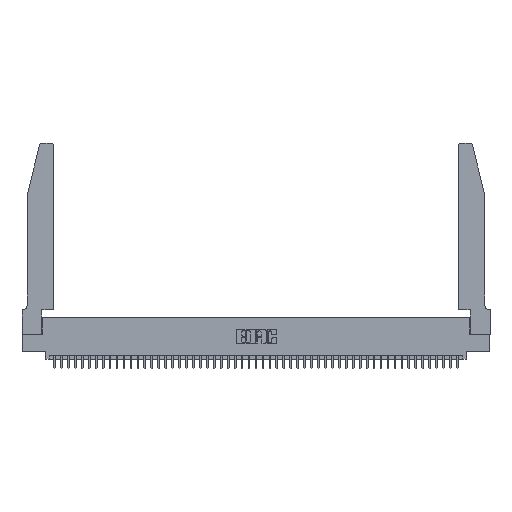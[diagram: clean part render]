
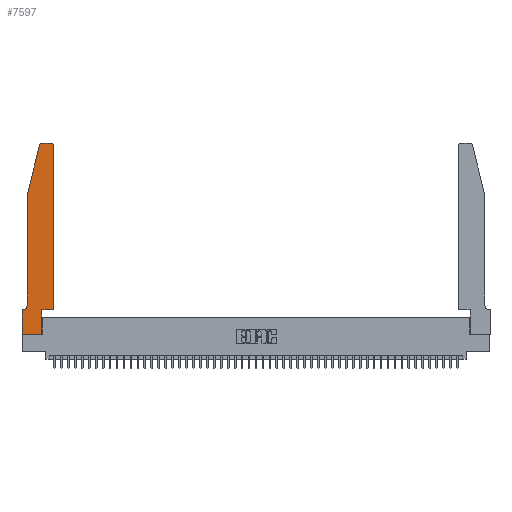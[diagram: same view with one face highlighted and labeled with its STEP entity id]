
A CAD part, top view. The second image highlights one B-rep face of the part: STEP entity #7597.
In plain terms, the highlighted planar face has unit normal (0, 0, 1).
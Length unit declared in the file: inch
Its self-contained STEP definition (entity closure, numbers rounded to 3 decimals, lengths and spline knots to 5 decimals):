
#215 = FACE_OUTER_BOUND ( 'NONE', #9059, .T. ) ;
#883 = CIRCLE ( 'NONE', #10516, 0.03 ) ;
#1134 = CARTESIAN_POINT ( 'NONE',  ( 0.2865, 0.35, 0.37 ) ) ;
#1238 = ORIENTED_EDGE ( 'NONE', *, *, #38137, .T. ) ;
#1258 = ORIENTED_EDGE ( 'NONE', *, *, #32611, .T. ) ;
#2667 = DIRECTION ( 'NONE',  ( -1., 0., 0. ) ) ;
#5335 = EDGE_CURVE ( 'NONE', #46771, #14819, #44745, .T. ) ;
#5732 = LINE ( 'NONE', #33351, #37086 ) ;
#5930 = VECTOR ( 'NONE', #13779, 39.37008 ) ;
#6317 = EDGE_CURVE ( 'NONE', #32246, #29575, #31109, .T. ) ;
#6717 = VERTEX_POINT ( 'NONE', #41865 ) ;
#7597 = ADVANCED_FACE ( 'NONE', ( #215 ), #38836, .T. ) ;
#7890 = LINE ( 'NONE', #9902, #9644 ) ;
#8325 = LINE ( 'NONE', #44467, #5930 ) ;
#9059 = EDGE_LOOP ( 'NONE', ( #17613, #12017, #40170, #21690, #43499, #46115, #31828, #1238, #1258, #19425, #35468, #39934 ) ) ;
#9190 = CARTESIAN_POINT ( 'NONE',  ( 0.4505, 0.35, 0.37 ) ) ;
#9406 = LINE ( 'NONE', #19876, #29522 ) ;
#9644 = VECTOR ( 'NONE', #28264, 39.37008 ) ;
#9713 = VERTEX_POINT ( 'NONE', #36813 ) ;
#9902 = CARTESIAN_POINT ( 'NONE',  ( 0.4505, 0.35, 0.37 ) ) ;
#10375 = AXIS2_PLACEMENT_3D ( 'NONE', #34956, #46304, #16279 ) ;
#10516 = AXIS2_PLACEMENT_3D ( 'NONE', #21105, #36766, #44519 ) ;
#10889 = EDGE_CURVE ( 'NONE', #44631, #48009, #7890, .T. ) ;
#12017 = ORIENTED_EDGE ( 'NONE', *, *, #30668, .T. ) ;
#12600 = DIRECTION ( 'NONE',  ( -1., 0., 0. ) ) ;
#13130 = AXIS2_PLACEMENT_3D ( 'NONE', #29669, #13950, #2667 ) ;
#13779 = DIRECTION ( 'NONE',  ( 0., -1., 0. ) ) ;
#13950 = DIRECTION ( 'NONE',  ( 0., 0., -1. ) ) ;
#13973 = DIRECTION ( 'NONE',  ( 1., 0., 0. ) ) ;
#14819 = VERTEX_POINT ( 'NONE', #30172 ) ;
#15479 = CARTESIAN_POINT ( 'NONE',  ( 0.4205, 2.72, 0.37 ) ) ;
#16279 = DIRECTION ( 'NONE',  ( 1., 0., 0. ) ) ;
#17178 = VERTEX_POINT ( 'NONE', #29722 ) ;
#17324 = VECTOR ( 'NONE', #27871, 39.37008 ) ;
#17613 = ORIENTED_EDGE ( 'NONE', *, *, #37143, .T. ) ;
#19025 = CIRCLE ( 'NONE', #21216, 0.03 ) ;
#19286 = DIRECTION ( 'NONE',  ( 0., 0., 1. ) ) ;
#19425 = ORIENTED_EDGE ( 'NONE', *, *, #10889, .T. ) ;
#19876 = CARTESIAN_POINT ( 'NONE',  ( 0.2605, 2.75, 0.37 ) ) ;
#20158 = DIRECTION ( 'NONE',  ( 0., -1., 0. ) ) ;
#20547 = VECTOR ( 'NONE', #29844, 39.37008 ) ;
#20659 = EDGE_CURVE ( 'NONE', #9713, #32246, #45297, .T. ) ;
#21017 = VECTOR ( 'NONE', #20158, 39.37008 ) ;
#21105 = CARTESIAN_POINT ( 'NONE',  ( 0.284, 2.72, 0.37 ) ) ;
#21216 = AXIS2_PLACEMENT_3D ( 'NONE', #15479, #19286, #30195 ) ;
#21690 = ORIENTED_EDGE ( 'NONE', *, *, #34133, .T. ) ;
#21741 = EDGE_CURVE ( 'NONE', #35426, #9713, #31609, .T. ) ;
#22118 = CARTESIAN_POINT ( 'NONE',  ( 0.4205, 2.75, 0.37 ) ) ;
#26033 = CARTESIAN_POINT ( 'NONE',  ( 0.0755, 2., 0.37 ) ) ;
#27871 = DIRECTION ( 'NONE',  ( 0., 1., 0. ) ) ;
#28264 = DIRECTION ( 'NONE',  ( 1., 0., 0. ) ) ;
#28733 = VECTOR ( 'NONE', #48718, 39.37008 ) ;
#28856 = EDGE_CURVE ( 'NONE', #6717, #41497, #19025, .T. ) ;
#29522 = VECTOR ( 'NONE', #12600, 39.37008 ) ;
#29575 = VERTEX_POINT ( 'NONE', #37664 ) ;
#29669 = CARTESIAN_POINT ( 'NONE',  ( 0.0055, 0.42, 0.37 ) ) ;
#29722 = CARTESIAN_POINT ( 'NONE',  ( 0.284, 2.75, 0.37 ) ) ;
#29844 = DIRECTION ( 'NONE',  ( -0.239, -0.971, 0. ) ) ;
#30172 = CARTESIAN_POINT ( 'NONE',  ( 0.0755, 2., 0.37 ) ) ;
#30195 = DIRECTION ( 'NONE',  ( 1., 0., 0. ) ) ;
#30668 = EDGE_CURVE ( 'NONE', #17178, #46771, #883, .T. ) ;
#30925 = VECTOR ( 'NONE', #30968, 39.37008 ) ;
#30968 = DIRECTION ( 'NONE',  ( 0., 1., 0. ) ) ;
#31109 = LINE ( 'NONE', #31752, #21017 ) ;
#31399 = CARTESIAN_POINT ( 'NONE',  ( 0., 0.35, 0.37 ) ) ;
#31609 = CIRCLE ( 'NONE', #13130, 0.07 ) ;
#31752 = CARTESIAN_POINT ( 'NONE',  ( 0., 0., 0.37 ) ) ;
#31828 = ORIENTED_EDGE ( 'NONE', *, *, #6317, .T. ) ;
#32246 = VERTEX_POINT ( 'NONE', #31399 ) ;
#32611 = EDGE_CURVE ( 'NONE', #42847, #44631, #40880, .T. ) ;
#33351 = CARTESIAN_POINT ( 'NONE',  ( 0., 0., 0.37 ) ) ;
#34133 = EDGE_CURVE ( 'NONE', #14819, #35426, #8325, .T. ) ;
#34956 = CARTESIAN_POINT ( 'NONE',  ( 0., 0.35, 0.37 ) ) ;
#35071 = LINE ( 'NONE', #9190, #17324 ) ;
#35426 = VERTEX_POINT ( 'NONE', #40094 ) ;
#35468 = ORIENTED_EDGE ( 'NONE', *, *, #44797, .T. ) ;
#36766 = DIRECTION ( 'NONE',  ( 0., 0., 1. ) ) ;
#36813 = CARTESIAN_POINT ( 'NONE',  ( 0.0055, 0.35, 0.37 ) ) ;
#37086 = VECTOR ( 'NONE', #13973, 39.37008 ) ;
#37143 = EDGE_CURVE ( 'NONE', #41497, #17178, #9406, .T. ) ;
#37664 = CARTESIAN_POINT ( 'NONE',  ( 0., 0., 0.37 ) ) ;
#38137 = EDGE_CURVE ( 'NONE', #29575, #42847, #5732, .T. ) ;
#38836 = PLANE ( 'NONE',  #10375 ) ;
#39934 = ORIENTED_EDGE ( 'NONE', *, *, #28856, .T. ) ;
#40094 = CARTESIAN_POINT ( 'NONE',  ( 0.0755, 0.42, 0.37 ) ) ;
#40120 = CARTESIAN_POINT ( 'NONE',  ( 0.4505, 0.35, 0.37 ) ) ;
#40170 = ORIENTED_EDGE ( 'NONE', *, *, #5335, .T. ) ;
#40880 = LINE ( 'NONE', #1134, #30925 ) ;
#41292 = CARTESIAN_POINT ( 'NONE',  ( 0.0755, 0.35, 0.37 ) ) ;
#41497 = VERTEX_POINT ( 'NONE', #22118 ) ;
#41772 = CARTESIAN_POINT ( 'NONE',  ( 0.2865, 0.35, 0.37 ) ) ;
#41865 = CARTESIAN_POINT ( 'NONE',  ( 0.4505, 2.72, 0.37 ) ) ;
#42847 = VERTEX_POINT ( 'NONE', #45575 ) ;
#43499 = ORIENTED_EDGE ( 'NONE', *, *, #21741, .T. ) ;
#44467 = CARTESIAN_POINT ( 'NONE',  ( 0.0755, 2., 0.37 ) ) ;
#44519 = DIRECTION ( 'NONE',  ( 1., 0., 0. ) ) ;
#44631 = VERTEX_POINT ( 'NONE', #41772 ) ;
#44745 = LINE ( 'NONE', #26033, #20547 ) ;
#44797 = EDGE_CURVE ( 'NONE', #48009, #6717, #35071, .T. ) ;
#44906 = CARTESIAN_POINT ( 'NONE',  ( 0.25487, 2.72718, 0.37 ) ) ;
#45297 = LINE ( 'NONE', #41292, #28733 ) ;
#45575 = CARTESIAN_POINT ( 'NONE',  ( 0.2865, 0., 0.37 ) ) ;
#46115 = ORIENTED_EDGE ( 'NONE', *, *, #20659, .T. ) ;
#46304 = DIRECTION ( 'NONE',  ( 0., 0., 1. ) ) ;
#46771 = VERTEX_POINT ( 'NONE', #44906 ) ;
#48009 = VERTEX_POINT ( 'NONE', #40120 ) ;
#48718 = DIRECTION ( 'NONE',  ( -1., 0., 0. ) ) ;
